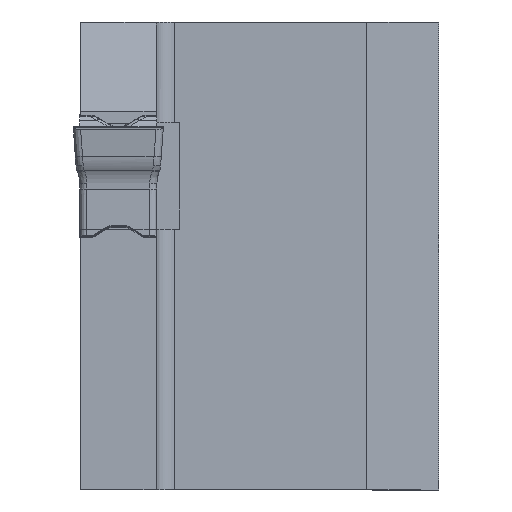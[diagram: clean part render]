
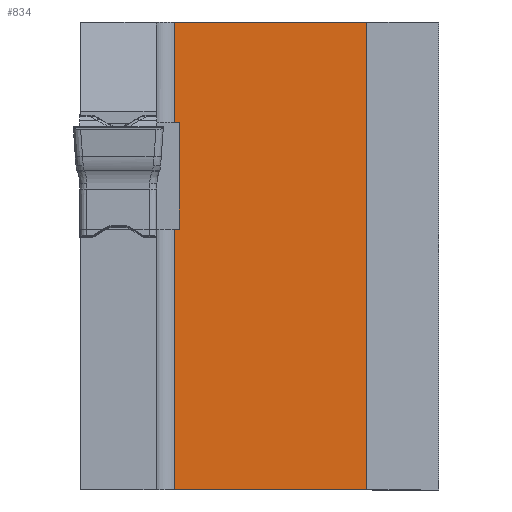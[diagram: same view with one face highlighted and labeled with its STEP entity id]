
A CAD part, front view. The second image highlights one B-rep face of the part: STEP entity #834.
In plain terms, the highlighted planar face has unit normal (0, -1, 0).
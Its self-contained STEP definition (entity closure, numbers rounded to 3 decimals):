
#834=ADVANCED_FACE('',(#1203),#1139,.F.);
#1139=PLANE('',#4933);
#1203=FACE_OUTER_BOUND('',#1508,.T.);
#1508=EDGE_LOOP('',(#1830,#1831,#1832,#1833,#1834,#1835,#1836,#1837));
#1830=ORIENTED_EDGE('',*,*,#3750,.T.);
#1831=ORIENTED_EDGE('',*,*,#3751,.T.);
#1832=ORIENTED_EDGE('',*,*,#3752,.T.);
#1833=ORIENTED_EDGE('',*,*,#3753,.T.);
#1834=ORIENTED_EDGE('',*,*,#3754,.F.);
#1835=ORIENTED_EDGE('',*,*,#3755,.T.);
#1836=ORIENTED_EDGE('',*,*,#3756,.F.);
#1837=ORIENTED_EDGE('',*,*,#3737,.F.);
#3296=VERTEX_POINT('',#6037);
#3297=VERTEX_POINT('',#6039);
#3308=VERTEX_POINT('',#6065);
#3309=VERTEX_POINT('',#6067);
#3310=VERTEX_POINT('',#6069);
#3311=VERTEX_POINT('',#6071);
#3312=VERTEX_POINT('',#6073);
#3313=VERTEX_POINT('',#6075);
#3737=EDGE_CURVE('',#3296,#3297,#4478,.T.);
#3750=EDGE_CURVE('',#3296,#3308,#4491,.T.);
#3751=EDGE_CURVE('',#3308,#3309,#4492,.T.);
#3752=EDGE_CURVE('',#3309,#3310,#4493,.T.);
#3753=EDGE_CURVE('',#3310,#3311,#4494,.T.);
#3754=EDGE_CURVE('',#3312,#3311,#4495,.T.);
#3755=EDGE_CURVE('',#3312,#3313,#4496,.T.);
#3756=EDGE_CURVE('',#3297,#3313,#4497,.T.);
#4478=LINE('',#6038,#4698);
#4491=LINE('',#6064,#4711);
#4492=LINE('',#6066,#4712);
#4493=LINE('',#6068,#4713);
#4494=LINE('',#6070,#4714);
#4495=LINE('',#6072,#4715);
#4496=LINE('',#6074,#4716);
#4497=LINE('',#6076,#4717);
#4698=VECTOR('',#5225,1.);
#4711=VECTOR('',#5242,1.);
#4712=VECTOR('',#5243,1.);
#4713=VECTOR('',#5244,1.);
#4714=VECTOR('',#5245,1.);
#4715=VECTOR('',#5246,1.);
#4716=VECTOR('',#5247,1.);
#4717=VECTOR('',#5248,1.);
#4933=AXIS2_PLACEMENT_3D('',#6077,#5249,#5250);
#5225=DIRECTION('',(0.,0.,1.));
#5242=DIRECTION('',(-1.,0.,0.));
#5243=DIRECTION('',(0.,0.,-1.));
#5244=DIRECTION('',(1.,0.,0.));
#5245=DIRECTION('',(0.,0.,1.));
#5246=DIRECTION('',(1.,0.,0.));
#5247=DIRECTION('',(0.,0.,-1.));
#5248=DIRECTION('',(-1.,0.,0.));
#5249=DIRECTION('',(0.,1.,0.));
#5250=DIRECTION('',(0.,0.,1.));
#6037=CARTESIAN_POINT('',(-14.4,-112.,14.49));
#6038=CARTESIAN_POINT('',(-14.4,-112.,19.15));
#6039=CARTESIAN_POINT('',(-14.4,-112.,20.431));
#6064=CARTESIAN_POINT('',(-12.7,-112.,14.49));
#6065=CARTESIAN_POINT('',(-14.7,-112.,14.49));
#6066=CARTESIAN_POINT('',(-14.7,-112.,0.));
#6067=CARTESIAN_POINT('',(-14.7,-112.,0.));
#6068=CARTESIAN_POINT('',(-50.,-112.,0.));
#6069=CARTESIAN_POINT('',(-4.,-112.,0.));
#6070=CARTESIAN_POINT('',(-4.,-112.,50.));
#6071=CARTESIAN_POINT('',(-4.,-112.,26.));
#6072=CARTESIAN_POINT('',(-50.,-112.,26.));
#6073=CARTESIAN_POINT('',(-14.7,-112.,26.));
#6074=CARTESIAN_POINT('',(-14.7,-112.,20.431));
#6075=CARTESIAN_POINT('',(-14.7,-112.,20.431));
#6076=CARTESIAN_POINT('',(-27.35,-112.,20.431));
#6077=CARTESIAN_POINT('',(0.,-112.,50.));
